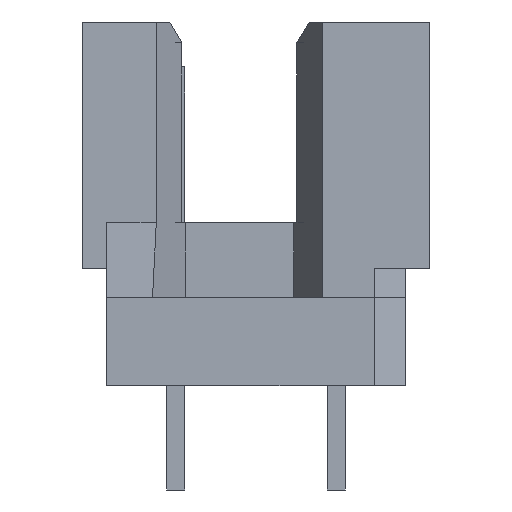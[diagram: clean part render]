
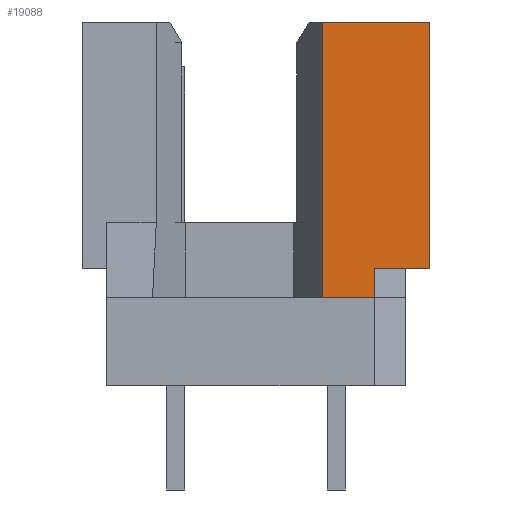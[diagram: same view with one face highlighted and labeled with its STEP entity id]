
A CAD part, front view. The second image highlights one B-rep face of the part: STEP entity #19088.
In plain terms, the highlighted planar face has unit normal (0, -1, 0).
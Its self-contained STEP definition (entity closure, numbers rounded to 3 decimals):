
#19033=CARTESIAN_POINT('',(8.21,-83.405,11.946));
#19034=DIRECTION('',(0.0,1.0,0.0));
#19035=DIRECTION('',(0.0,0.0,-1.0));
#19036=AXIS2_PLACEMENT_3D('',#19033,#19034,#19035);
#19037=PLANE('',#19036);
#19038=CARTESIAN_POINT('',(8.04,-83.405,11.51));
#19039=VERTEX_POINT('',#19038);
#19040=CARTESIAN_POINT('',(8.04,-83.405,3.71));
#19041=VERTEX_POINT('',#19040);
#19042=CARTESIAN_POINT('',(8.04,-83.405,11.51));
#19043=DIRECTION('',(0.0,0.0,-1.0));
#19044=VECTOR('',#19043,7.8);
#19045=LINE('',#19042,#19044);
#19046=EDGE_CURVE('',#19039,#19041,#19045,.T.);
#19047=ORIENTED_EDGE('',*,*,#19046,.F.);
#19048=CARTESIAN_POINT('',(4.645,-83.405,11.51));
#19049=VERTEX_POINT('',#19048);
#19050=CARTESIAN_POINT('',(4.645,-83.405,11.51));
#19051=DIRECTION('',(1.0,0.0,0.0));
#19052=VECTOR('',#19051,3.395);
#19053=LINE('',#19050,#19052);
#19054=EDGE_CURVE('',#19049,#19039,#19053,.T.);
#19055=ORIENTED_EDGE('',*,*,#19054,.F.);
#19056=CARTESIAN_POINT('',(4.645,-83.405,2.79));
#19057=VERTEX_POINT('',#19056);
#19058=CARTESIAN_POINT('',(4.645,-83.405,2.79));
#19059=DIRECTION('',(0.0,0.0,1.0));
#19060=VECTOR('',#19059,8.72);
#19061=LINE('',#19058,#19060);
#19062=EDGE_CURVE('',#19057,#19049,#19061,.T.);
#19063=ORIENTED_EDGE('',*,*,#19062,.F.);
#19064=CARTESIAN_POINT('',(6.285,-83.405,2.79));
#19065=VERTEX_POINT('',#19064);
#19066=CARTESIAN_POINT('',(6.285,-83.405,2.79));
#19067=DIRECTION('',(-1.0,0.0,0.0));
#19068=VECTOR('',#19067,1.64);
#19069=LINE('',#19066,#19068);
#19070=EDGE_CURVE('',#19065,#19057,#19069,.T.);
#19071=ORIENTED_EDGE('',*,*,#19070,.F.);
#19072=CARTESIAN_POINT('',(6.285,-83.405,3.71));
#19073=VERTEX_POINT('',#19072);
#19074=CARTESIAN_POINT('',(6.285,-83.405,2.79));
#19075=DIRECTION('',(0.0,0.0,1.0));
#19076=VECTOR('',#19075,0.92);
#19077=LINE('',#19074,#19076);
#19078=EDGE_CURVE('',#19065,#19073,#19077,.T.);
#19079=ORIENTED_EDGE('',*,*,#19078,.T.);
#19080=CARTESIAN_POINT('',(6.285,-83.405,3.71));
#19081=DIRECTION('',(1.0,0.0,0.0));
#19082=VECTOR('',#19081,1.755);
#19083=LINE('',#19080,#19082);
#19084=EDGE_CURVE('',#19073,#19041,#19083,.T.);
#19085=ORIENTED_EDGE('',*,*,#19084,.T.);
#19086=EDGE_LOOP('',(#19047,#19055,#19063,#19071,#19079,#19085));
#19087=FACE_OUTER_BOUND('',#19086,.T.);
#19088=ADVANCED_FACE('',(#19087),#19037,.F.);
